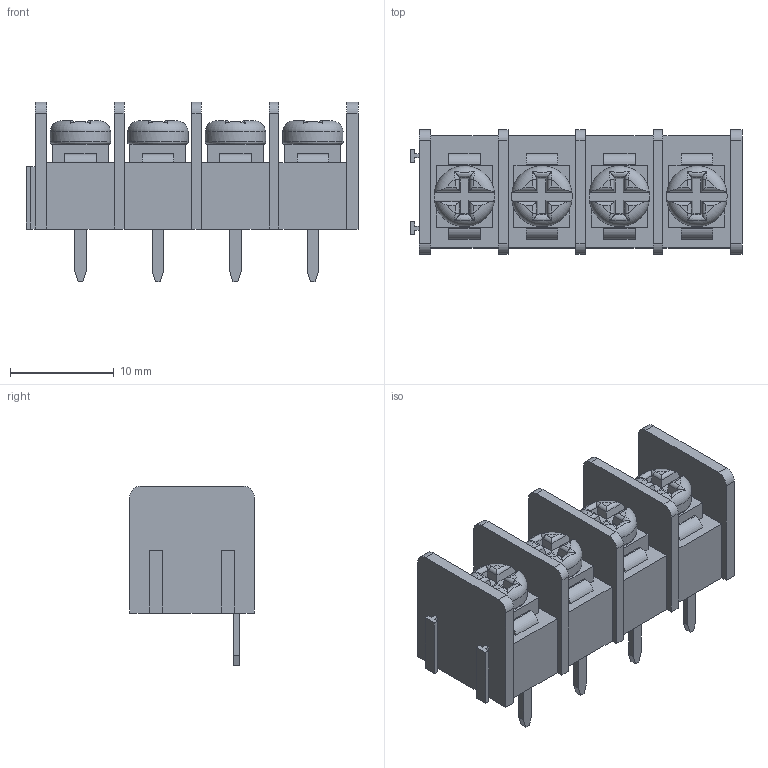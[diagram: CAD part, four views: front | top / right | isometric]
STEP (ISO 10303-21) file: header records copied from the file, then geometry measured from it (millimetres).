
FILE_DESCRIPTION(/* description */ ('Unknown'),/* implementation_level */ '2;1');
FILE_NAME(/* name */ 'Terminal Block - 7.62mm - 4 Pin',/* time_stamp */ '2018-12-07T12:46:26-05:00',/* author */ ('Unknown'),/* organization */ ('Unknown'),/* preprocessor_version */ 'ST-DEVELOPER v16.7',/* originating_system */ 'DEX',/* authorisation */ $);
FILE_SCHEMA (('AUTOMOTIVE_DESIGN {1 0 10303 214 3 1 1}'));
Length unit declared in the file: millimetre
Products named in the file (1): Terminal Block - 7.62mm - 4 Pin
Bounding box: 32 x 12.01 x 17.3 mm (x, y, z)
Volume: 2980.1 mm3; surface area: 2774.7 mm2
Topology: 5 solids, 25 shells, 468 faces, 1178 edges, 768 vertices
Faces by surface type: plane 339, bspline 63, cylinder 54, torus 12
Full cylindrical faces by diameter (mm): 5.842 x4
Entity records: 17904 total; most frequent: CARTESIAN_POINT 5252, ORIENTED_EDGE 2324, DIRECTION 1706, EDGE_CURVE 1162, VERTEX_POINT 764, LINE 678, VECTOR 678, AXIS2_PLACEMENT_3D 514
